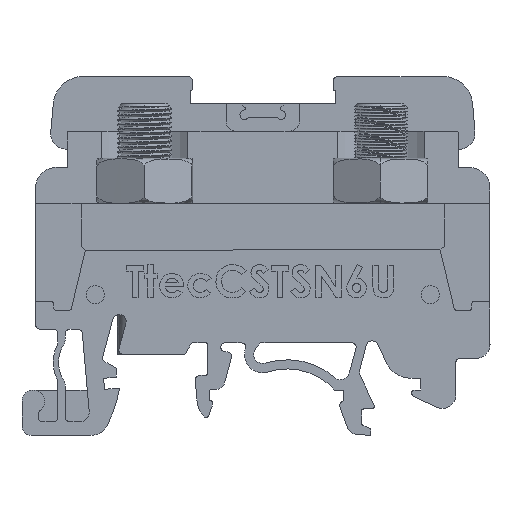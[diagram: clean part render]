
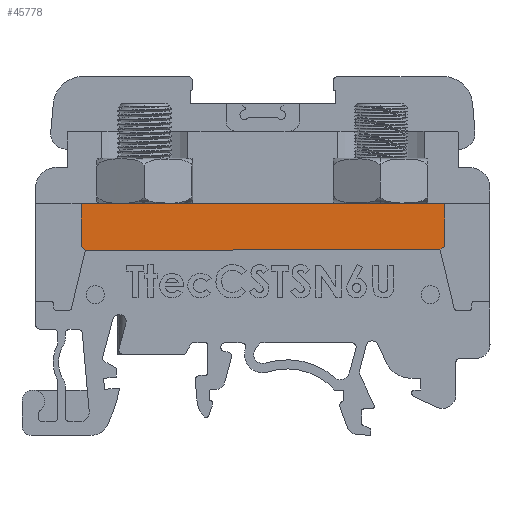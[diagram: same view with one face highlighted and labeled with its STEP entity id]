
A CAD part, front view. The second image highlights one B-rep face of the part: STEP entity #45778.
In plain terms, the highlighted planar face has unit normal (0, -1, 0).
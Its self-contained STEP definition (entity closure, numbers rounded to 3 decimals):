
#331 = DIRECTION ( 'NONE',  ( 0., 0., 1. ) ) ;
#548 = CARTESIAN_POINT ( 'NONE',  ( 7.614, 0., 19.2 ) ) ;
#2334 = ORIENTED_EDGE ( 'NONE', *, *, #35161, .F. ) ;
#2358 = CARTESIAN_POINT ( 'NONE',  ( -37.386, 0., 19.2 ) ) ;
#3920 = CARTESIAN_POINT ( 'NONE',  ( -37.386, 0., 14.5 ) ) ;
#4058 = CARTESIAN_POINT ( 'NONE',  ( -36.927, 0., 14.046 ) ) ;
#4183 = DIRECTION ( 'NONE',  ( -1., 0., 0. ) ) ;
#6995 = CARTESIAN_POINT ( 'NONE',  ( -3998.23, 0., -1.535 ) ) ;
#7039 = FACE_OUTER_BOUND ( 'NONE', #35012, .T. ) ;
#7161 = DIRECTION ( 'NONE',  ( 0., 0., -1. ) ) ;
#8815 = VECTOR ( 'NONE', #37417, 1000. ) ;
#10540 = LINE ( 'NONE', #18725, #29131 ) ;
#11452 = VERTEX_POINT ( 'NONE', #2358 ) ;
#13015 = VERTEX_POINT ( 'NONE', #18396 ) ;
#13163 = VERTEX_POINT ( 'NONE', #19794 ) ;
#13845 = DIRECTION ( 'NONE',  ( 0., 0., -1. ) ) ;
#14237 = EDGE_CURVE ( 'NONE', #13015, #11452, #30081, .T. ) ;
#14744 = ORIENTED_EDGE ( 'NONE', *, *, #14237, .T. ) ;
#17325 = LINE ( 'NONE', #40297, #39980 ) ;
#17833 = ORIENTED_EDGE ( 'NONE', *, *, #39334, .F. ) ;
#17864 = EDGE_CURVE ( 'NONE', #18359, #11452, #37130, .T. ) ;
#18102 = LINE ( 'NONE', #6995, #23827 ) ;
#18330 = CARTESIAN_POINT ( 'NONE',  ( 2.614, 0., 14.5 ) ) ;
#18359 = VERTEX_POINT ( 'NONE', #3920 ) ;
#18396 = CARTESIAN_POINT ( 'NONE',  ( 2.614, 0., 19.2 ) ) ;
#18725 = CARTESIAN_POINT ( 'NONE',  ( -37.386, 0., 14.5 ) ) ;
#19794 = CARTESIAN_POINT ( 'NONE',  ( 2.614, 0., 14.5 ) ) ;
#21982 = CARTESIAN_POINT ( 'NONE',  ( -3985.392, 0., -3265.205 ) ) ;
#23132 = CARTESIAN_POINT ( 'NONE',  ( 2.11, 0., 14.2 ) ) ;
#23827 = VECTOR ( 'NONE', #25102, 1000. ) ;
#24185 = VECTOR ( 'NONE', #4183, 1000. ) ;
#25102 = DIRECTION ( 'NONE',  ( -1., 0., -0.004 ) ) ;
#26533 = ORIENTED_EDGE ( 'NONE', *, *, #41592, .F. ) ;
#28514 = AXIS2_PLACEMENT_3D ( 'NONE', #21982, #46995, #13845 ) ;
#29131 = VECTOR ( 'NONE', #36637, 1000. ) ;
#30081 = LINE ( 'NONE', #548, #24185 ) ;
#30819 = ORIENTED_EDGE ( 'NONE', *, *, #47096, .F. ) ;
#31719 = VERTEX_POINT ( 'NONE', #4058 ) ;
#32424 = PLANE ( 'NONE',  #28514 ) ;
#33488 = CARTESIAN_POINT ( 'NONE',  ( -37.386, 0., 14.5 ) ) ;
#35012 = EDGE_LOOP ( 'NONE', ( #17833, #2334, #30819, #14744, #42032, #26533 ) ) ;
#35161 = EDGE_CURVE ( 'NONE', #13163, #39382, #36957, .T. ) ;
#36637 = DIRECTION ( 'NONE',  ( -0.711, 0., 0.703 ) ) ;
#36957 = LINE ( 'NONE', #18330, #8815 ) ;
#37130 = LINE ( 'NONE', #33488, #39970 ) ;
#37417 = DIRECTION ( 'NONE',  ( -0.86, 0., -0.511 ) ) ;
#39334 = EDGE_CURVE ( 'NONE', #39382, #31719, #18102, .T. ) ;
#39382 = VERTEX_POINT ( 'NONE', #23132 ) ;
#39970 = VECTOR ( 'NONE', #331, 1000. ) ;
#39980 = VECTOR ( 'NONE', #7161, 1000. ) ;
#40297 = CARTESIAN_POINT ( 'NONE',  ( 2.614, 0., 14.5 ) ) ;
#41592 = EDGE_CURVE ( 'NONE', #31719, #18359, #10540, .T. ) ;
#42032 = ORIENTED_EDGE ( 'NONE', *, *, #17864, .F. ) ;
#45778 = ADVANCED_FACE ( 'NONE', ( #7039 ), #32424, .T. ) ;
#46995 = DIRECTION ( 'NONE',  ( 0., -1., 0. ) ) ;
#47096 = EDGE_CURVE ( 'NONE', #13015, #13163, #17325, .T. ) ;
